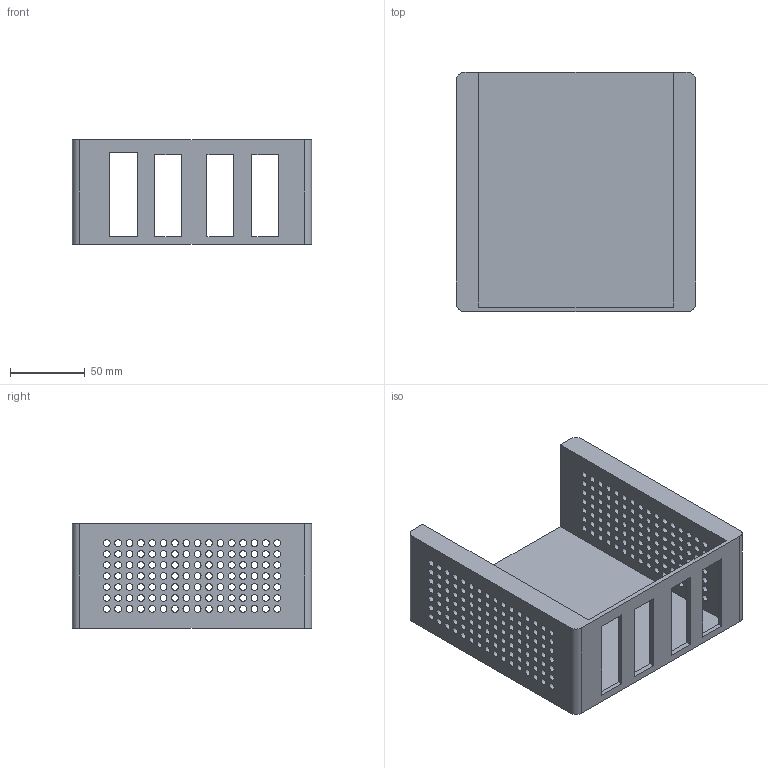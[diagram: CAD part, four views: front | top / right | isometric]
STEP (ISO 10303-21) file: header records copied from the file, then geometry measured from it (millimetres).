
FILE_DESCRIPTION(/* description */ (''),/* implementation_level */ '2;1');
FILE_NAME(/* name */ 'pi-rack.step',/* time_stamp */ '2026-01-29T20:07:53+05:30',/* author */ (''),/* organization */ (''),/* preprocessor_version */ 'ST-DEVELOPER v20.1',/* originating_system */ 'Autodesk Translation Framework v14.24.0.0',/* authorisation */ '');
FILE_SCHEMA (('AUTOMOTIVE_DESIGN { 1 0 10303 214 3 1 1 }'));
Length unit declared in the file: millimetre
Products named in the file (1): 2026-01-29-20-07-53-227
Bounding box: 160 x 160 x 70 mm (x, y, z)
Volume: 357465.7 mm3; surface area: 150453.8 mm2
Topology: 1 solids, 1 shells, 254 faces, 756 edges, 504 vertices
Faces by surface type: cylinder 228, plane 26
Full cylindrical faces by diameter (mm): 4.5 x224
Entity records: 9756 total; most frequent: DIRECTION 1722, CARTESIAN_POINT 1515, ORIENTED_EDGE 1512, EDGE_CURVE 756, AXIS2_PLACEMENT_3D 711, EDGE_LOOP 710, VERTEX_POINT 504, FACE_BOUND 456
